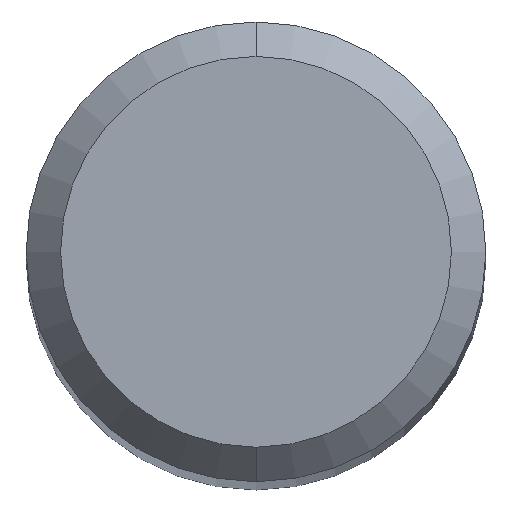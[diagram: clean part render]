
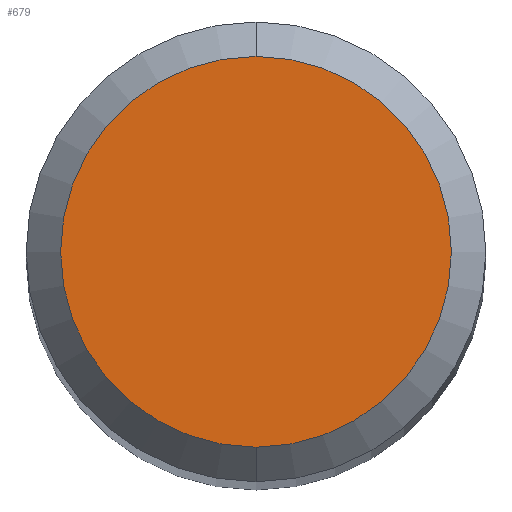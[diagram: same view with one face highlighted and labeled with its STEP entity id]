
A CAD part, top view. The second image highlights one B-rep face of the part: STEP entity #679.
In plain terms, the highlighted planar face has unit normal (0, 0, 1).
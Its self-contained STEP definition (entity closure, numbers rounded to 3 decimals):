
#401=EDGE_CURVE('',#443,#729,#1069,.T.);
#443=VERTEX_POINT('',#1113);
#679=ADVANCED_FACE('',(#1374),#1375,.T.);
#729=VERTEX_POINT('',#1426);
#815=EDGE_CURVE('',#729,#443,#1518,.T.);
#1069=CIRCLE('',#1966,1.7);
#1113=CARTESIAN_POINT('',(0.,-1.7,0.0));
#1374=FACE_OUTER_BOUND('',#3058,.T.);
#1375=PLANE('',#3059);
#1426=CARTESIAN_POINT('',(0.0,1.7,0.0));
#1518=CIRCLE('',#3504,1.7);
#1966=AXIS2_PLACEMENT_3D('',#4200,#4201,#4202);
#3058=EDGE_LOOP('',(#4517,#4518));
#3059=AXIS2_PLACEMENT_3D('',#4519,#4520,#4521);
#3504=AXIS2_PLACEMENT_3D('',#4618,#4619,#4620);
#4200=CARTESIAN_POINT('',(0.0,0.0,0.0));
#4201=DIRECTION('',(0.0,0.0,-1.0));
#4202=DIRECTION('',(0.0,1.0,0.0));
#4517=ORIENTED_EDGE('',*,*,#815,.F.);
#4518=ORIENTED_EDGE('',*,*,#401,.F.);
#4519=CARTESIAN_POINT('',(0.0,0.85,0.0));
#4520=DIRECTION('',(-0.0,0.0,1.0));
#4521=DIRECTION('',(0.0,-1.0,0.0));
#4618=CARTESIAN_POINT('',(0.0,0.0,0.0));
#4619=DIRECTION('',(0.0,0.0,-1.0));
#4620=DIRECTION('',(0.0,1.0,0.0));
